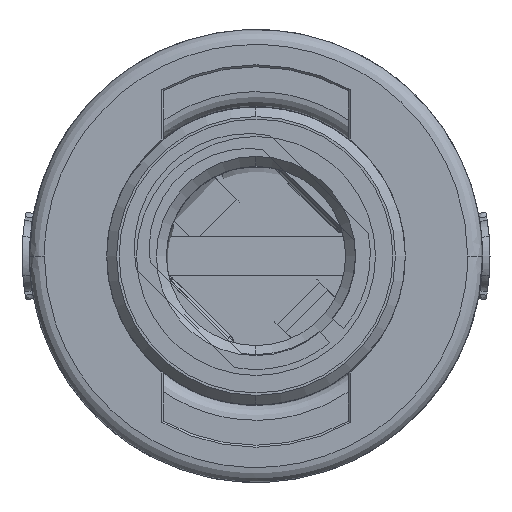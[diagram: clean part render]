
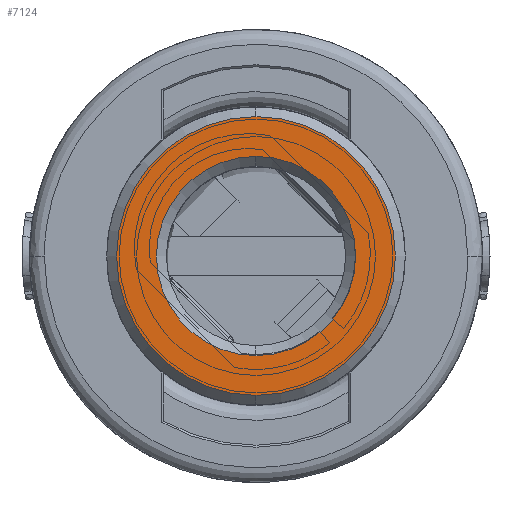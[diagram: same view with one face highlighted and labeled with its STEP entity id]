
A CAD part, left-side view. The second image highlights one B-rep face of the part: STEP entity #7124.
In plain terms, the highlighted planar face has unit normal (-1, 0, 0).
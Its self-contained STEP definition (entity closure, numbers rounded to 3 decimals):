
#4231 = AXIS2_PLACEMENT_3D ( 'NONE', #44776, #27356, #14323 ) ;
#5021 = ORIENTED_EDGE ( 'NONE', *, *, #20532, .T. ) ;
#5359 = CIRCLE ( 'NONE', #32743, 2.8 ) ;
#5613 = ORIENTED_EDGE ( 'NONE', *, *, #12409, .T. ) ;
#5890 = CIRCLE ( 'NONE', #22031, 2.8 ) ;
#6026 = VERTEX_POINT ( 'NONE', #27989 ) ;
#6051 = DIRECTION ( 'NONE',  ( 0., 1., 0. ) ) ;
#6657 = CARTESIAN_POINT ( 'NONE',  ( 0., 0., 0. ) ) ;
#7124 = ADVANCED_FACE ( 'NONE', ( #16007, #42157 ), #10424, .T. ) ;
#8905 = CARTESIAN_POINT ( 'NONE',  ( 0., 0., 0. ) ) ;
#10424 = PLANE ( 'NONE',  #28011 ) ;
#12395 = DIRECTION ( 'NONE',  ( -1., 0., 0. ) ) ;
#12409 = EDGE_CURVE ( 'NONE', #6026, #40490, #31986, .T. ) ;
#14323 = DIRECTION ( 'NONE',  ( 0., -1., 0. ) ) ;
#16007 = FACE_BOUND ( 'NONE', #37426, .T. ) ;
#18572 = VERTEX_POINT ( 'NONE', #35018 ) ;
#18996 = ORIENTED_EDGE ( 'NONE', *, *, #42462, .T. ) ;
#19701 = EDGE_CURVE ( 'NONE', #40490, #6026, #39147, .T. ) ;
#20532 = EDGE_CURVE ( 'NONE', #24957, #18572, #5890, .T. ) ;
#20650 = DIRECTION ( 'NONE',  ( 0., -1., 0. ) ) ;
#21502 = CARTESIAN_POINT ( 'NONE',  ( 0., 2.8, 0. ) ) ;
#22031 = AXIS2_PLACEMENT_3D ( 'NONE', #8905, #12395, #37154 ) ;
#24957 = VERTEX_POINT ( 'NONE', #21502 ) ;
#26878 = DIRECTION ( 'NONE',  ( -1., 0., 0. ) ) ;
#27356 = DIRECTION ( 'NONE',  ( 1., 0., 0. ) ) ;
#27576 = CARTESIAN_POINT ( 'NONE',  ( 0., 0., 0. ) ) ;
#27989 = CARTESIAN_POINT ( 'NONE',  ( 0., -2., 0. ) ) ;
#28011 = AXIS2_PLACEMENT_3D ( 'NONE', #27576, #38692, #42089 ) ;
#31209 = EDGE_LOOP ( 'NONE', ( #5021, #18996 ) ) ;
#31986 = CIRCLE ( 'NONE', #44038, 2. ) ;
#32743 = AXIS2_PLACEMENT_3D ( 'NONE', #40744, #26878, #6051 ) ;
#35018 = CARTESIAN_POINT ( 'NONE',  ( 0., -2.8, 0. ) ) ;
#35575 = ORIENTED_EDGE ( 'NONE', *, *, #19701, .T. ) ;
#37154 = DIRECTION ( 'NONE',  ( 0., 1., 0. ) ) ;
#37426 = EDGE_LOOP ( 'NONE', ( #5613, #35575 ) ) ;
#38692 = DIRECTION ( 'NONE',  ( -1., 0., 0. ) ) ;
#39147 = CIRCLE ( 'NONE', #4231, 2. ) ;
#39644 = CARTESIAN_POINT ( 'NONE',  ( 0., 2., 0. ) ) ;
#40490 = VERTEX_POINT ( 'NONE', #39644 ) ;
#40744 = CARTESIAN_POINT ( 'NONE',  ( 0., 0., 0. ) ) ;
#41506 = DIRECTION ( 'NONE',  ( 1., 0., 0. ) ) ;
#42089 = DIRECTION ( 'NONE',  ( 0., 0., 1. ) ) ;
#42157 = FACE_OUTER_BOUND ( 'NONE', #31209, .T. ) ;
#42462 = EDGE_CURVE ( 'NONE', #18572, #24957, #5359, .T. ) ;
#44038 = AXIS2_PLACEMENT_3D ( 'NONE', #6657, #41506, #20650 ) ;
#44776 = CARTESIAN_POINT ( 'NONE',  ( 0., 0., 0. ) ) ;
